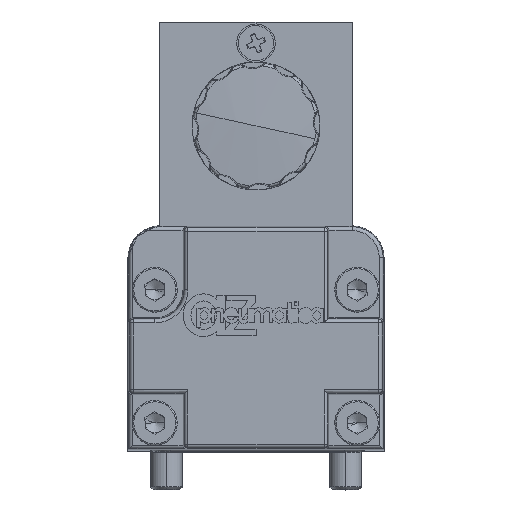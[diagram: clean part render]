
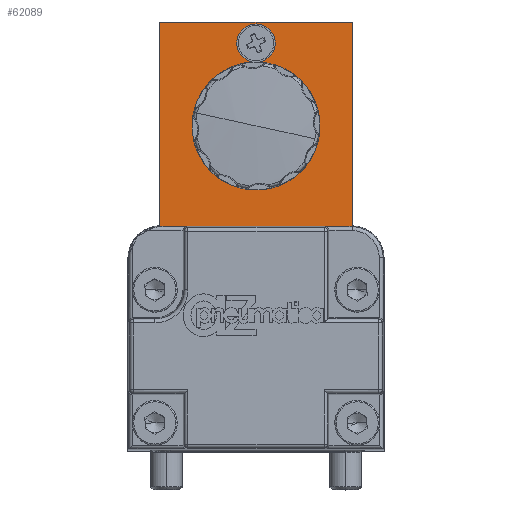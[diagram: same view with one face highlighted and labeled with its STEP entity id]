
A CAD part, top view. The second image highlights one B-rep face of the part: STEP entity #62089.
In plain terms, the highlighted planar face has unit normal (0, 0, 1).
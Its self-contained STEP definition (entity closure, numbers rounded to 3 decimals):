
#82 = EDGE_CURVE ( 'NONE', #32826, #69436, #29562, .T. ) ;
#764 = ORIENTED_EDGE ( 'NONE', *, *, #66328, .T. ) ;
#1746 = DIRECTION ( 'NONE',  ( 0., 0., 1. ) ) ;
#1760 = EDGE_CURVE ( 'NONE', #36340, #57166, #51543, .T. ) ;
#1837 = CARTESIAN_POINT ( 'NONE',  ( 20., 63.4, 88.75 ) ) ;
#2074 = DIRECTION ( 'NONE',  ( 0., 0., 1. ) ) ;
#5384 = CARTESIAN_POINT ( 'NONE',  ( 5., 66.7, 88.75 ) ) ;
#7235 = DIRECTION ( 'NONE',  ( 0., -1., 0. ) ) ;
#8483 = DIRECTION ( 'NONE',  ( 0., 0., -1. ) ) ;
#8613 = VECTOR ( 'NONE', #45910, 1000. ) ;
#8753 = CARTESIAN_POINT ( 'NONE',  ( 35., 66.7, 88.75 ) ) ;
#9173 = ORIENTED_EDGE ( 'NONE', *, *, #82, .T. ) ;
#9256 = CARTESIAN_POINT ( 'NONE',  ( 19.853, 42.896, 88.75 ) ) ;
#10760 = CARTESIAN_POINT ( 'NONE',  ( 20., 60.4, 88.75 ) ) ;
#10963 = EDGE_CURVE ( 'NONE', #38363, #65523, #59074, .T. ) ;
#11107 = VECTOR ( 'NONE', #21363, 1000. ) ;
#11453 = VERTEX_POINT ( 'NONE', #75681 ) ;
#12241 = DIRECTION ( 'NONE',  ( -1., 0., 0. ) ) ;
#14411 = VECTOR ( 'NONE', #48377, 1000. ) ;
#14502 = CARTESIAN_POINT ( 'NONE',  ( 5., 66.7, 88.75 ) ) ;
#14518 = CARTESIAN_POINT ( 'NONE',  ( 13.428, 46.775, 88.75 ) ) ;
#15852 = ORIENTED_EDGE ( 'NONE', *, *, #68001, .T. ) ;
#16235 = ORIENTED_EDGE ( 'NONE', *, *, #73876, .T. ) ;
#16749 = LINE ( 'NONE', #66623, #44330 ) ;
#17086 = EDGE_CURVE ( 'NONE', #57166, #36340, #52518, .T. ) ;
#21363 = DIRECTION ( 'NONE',  ( -0.856, 0.517, 0. ) ) ;
#23157 = CARTESIAN_POINT ( 'NONE',  ( 13.428, 46.775, 88.75 ) ) ;
#25562 = LINE ( 'NONE', #48588, #59674 ) ;
#28226 = CARTESIAN_POINT ( 'NONE',  ( 20.147, 57.904, 88.75 ) ) ;
#28619 = CARTESIAN_POINT ( 'NONE',  ( 35., 34.7, 88.75 ) ) ;
#29562 = LINE ( 'NONE', #81285, #63761 ) ;
#32826 = VERTEX_POINT ( 'NONE', #76526 ) ;
#33638 = LINE ( 'NONE', #5384, #67904 ) ;
#33825 = FACE_BOUND ( 'NONE', #36654, .T. ) ;
#36340 = VERTEX_POINT ( 'NONE', #10760 ) ;
#36654 = EDGE_LOOP ( 'NONE', ( #42532, #73572, #59329, #16235, #764, #15852 ) ) ;
#38076 = CARTESIAN_POINT ( 'NONE',  ( 5., 66.7, 88.75 ) ) ;
#38363 = VERTEX_POINT ( 'NONE', #55218 ) ;
#39374 = EDGE_CURVE ( 'NONE', #41030, #41208, #33638, .T. ) ;
#40870 = VECTOR ( 'NONE', #42124, 1000. ) ;
#41030 = VERTEX_POINT ( 'NONE', #8753 ) ;
#41208 = VERTEX_POINT ( 'NONE', #38076 ) ;
#41841 = CARTESIAN_POINT ( 'NONE',  ( 19.853, 42.896, 88.75 ) ) ;
#42124 = DIRECTION ( 'NONE',  ( -0.876, -0.483, 0. ) ) ;
#42532 = ORIENTED_EDGE ( 'NONE', *, *, #65162, .T. ) ;
#42541 = LINE ( 'NONE', #59651, #76910 ) ;
#42818 = CARTESIAN_POINT ( 'NONE',  ( 20., 63.4, 88.75 ) ) ;
#43155 = EDGE_LOOP ( 'NONE', ( #66252, #52977 ) ) ;
#44330 = VECTOR ( 'NONE', #53129, 1000. ) ;
#45910 = DIRECTION ( 'NONE',  ( -0.02, -1., 0. ) ) ;
#47253 = LINE ( 'NONE', #14518, #11107 ) ;
#47289 = LINE ( 'NONE', #63228, #81659 ) ;
#48377 = DIRECTION ( 'NONE',  ( 0., -1., 0. ) ) ;
#48588 = CARTESIAN_POINT ( 'NONE',  ( 35., 66.7, 88.75 ) ) ;
#49217 = CARTESIAN_POINT ( 'NONE',  ( 35., 34.7, 88.75 ) ) ;
#49679 = DIRECTION ( 'NONE',  ( 0., -1., 0. ) ) ;
#50063 = EDGE_CURVE ( 'NONE', #41208, #32826, #50620, .T. ) ;
#50620 = LINE ( 'NONE', #14502, #14411 ) ;
#51543 = CIRCLE ( 'NONE', #78823, 3. ) ;
#52518 = CIRCLE ( 'NONE', #81713, 3. ) ;
#52977 = ORIENTED_EDGE ( 'NONE', *, *, #17086, .F. ) ;
#53129 = DIRECTION ( 'NONE',  ( 0.02, 1., 0. ) ) ;
#55218 = CARTESIAN_POINT ( 'NONE',  ( 26.425, 46.521, 88.75 ) ) ;
#55941 = EDGE_LOOP ( 'NONE', ( #9173, #57133, #68282, #73222 ) ) ;
#56077 = DIRECTION ( 'NONE',  ( 0., 1., 0. ) ) ;
#57028 = CARTESIAN_POINT ( 'NONE',  ( 20., 66.4, 88.75 ) ) ;
#57133 = ORIENTED_EDGE ( 'NONE', *, *, #84226, .T. ) ;
#57166 = VERTEX_POINT ( 'NONE', #57028 ) ;
#59074 = LINE ( 'NONE', #41841, #40870 ) ;
#59329 = ORIENTED_EDGE ( 'NONE', *, *, #10963, .T. ) ;
#59651 = CARTESIAN_POINT ( 'NONE',  ( 26.572, 54.025, 88.75 ) ) ;
#59674 = VECTOR ( 'NONE', #69263, 1000. ) ;
#62089 = ADVANCED_FACE ( 'NONE', ( #70256, #88566, #33825 ), #62697, .F. ) ;
#62697 = PLANE ( 'NONE',  #72453 ) ;
#63201 = VERTEX_POINT ( 'NONE', #28226 ) ;
#63228 = CARTESIAN_POINT ( 'NONE',  ( 20.147, 57.904, 88.75 ) ) ;
#63761 = VECTOR ( 'NONE', #83426, 1000. ) ;
#64097 = EDGE_CURVE ( 'NONE', #88139, #38363, #81276, .T. ) ;
#65162 = EDGE_CURVE ( 'NONE', #63201, #88139, #42541, .T. ) ;
#65523 = VERTEX_POINT ( 'NONE', #9256 ) ;
#66136 = VERTEX_POINT ( 'NONE', #23157 ) ;
#66252 = ORIENTED_EDGE ( 'NONE', *, *, #1760, .F. ) ;
#66328 = EDGE_CURVE ( 'NONE', #66136, #11453, #16749, .T. ) ;
#66356 = CARTESIAN_POINT ( 'NONE',  ( 26.572, 54.025, 88.75 ) ) ;
#66537 = DIRECTION ( 'NONE',  ( 0.856, -0.517, 0. ) ) ;
#66623 = CARTESIAN_POINT ( 'NONE',  ( 13.575, 54.279, 88.75 ) ) ;
#67904 = VECTOR ( 'NONE', #12241, 1000. ) ;
#68001 = EDGE_CURVE ( 'NONE', #11453, #63201, #47289, .T. ) ;
#68282 = ORIENTED_EDGE ( 'NONE', *, *, #39374, .T. ) ;
#69263 = DIRECTION ( 'NONE',  ( 0., 1., 0. ) ) ;
#69436 = VERTEX_POINT ( 'NONE', #28619 ) ;
#70115 = DIRECTION ( 'NONE',  ( 0.876, 0.483, 0. ) ) ;
#70256 = FACE_OUTER_BOUND ( 'NONE', #55941, .T. ) ;
#72453 = AXIS2_PLACEMENT_3D ( 'NONE', #49217, #8483, #56077 ) ;
#73222 = ORIENTED_EDGE ( 'NONE', *, *, #50063, .T. ) ;
#73572 = ORIENTED_EDGE ( 'NONE', *, *, #64097, .T. ) ;
#73876 = EDGE_CURVE ( 'NONE', #65523, #66136, #47253, .T. ) ;
#75681 = CARTESIAN_POINT ( 'NONE',  ( 13.575, 54.279, 88.75 ) ) ;
#76526 = CARTESIAN_POINT ( 'NONE',  ( 5., 34.7, 88.75 ) ) ;
#76910 = VECTOR ( 'NONE', #66537, 1000. ) ;
#78823 = AXIS2_PLACEMENT_3D ( 'NONE', #1837, #1746, #7235 ) ;
#81276 = LINE ( 'NONE', #87084, #8613 ) ;
#81285 = CARTESIAN_POINT ( 'NONE',  ( 5., 34.7, 88.75 ) ) ;
#81659 = VECTOR ( 'NONE', #70115, 1000. ) ;
#81713 = AXIS2_PLACEMENT_3D ( 'NONE', #42818, #2074, #49679 ) ;
#83426 = DIRECTION ( 'NONE',  ( 1., 0., 0. ) ) ;
#84226 = EDGE_CURVE ( 'NONE', #69436, #41030, #25562, .T. ) ;
#87084 = CARTESIAN_POINT ( 'NONE',  ( 26.425, 46.521, 88.75 ) ) ;
#88139 = VERTEX_POINT ( 'NONE', #66356 ) ;
#88566 = FACE_BOUND ( 'NONE', #43155, .T. ) ;
